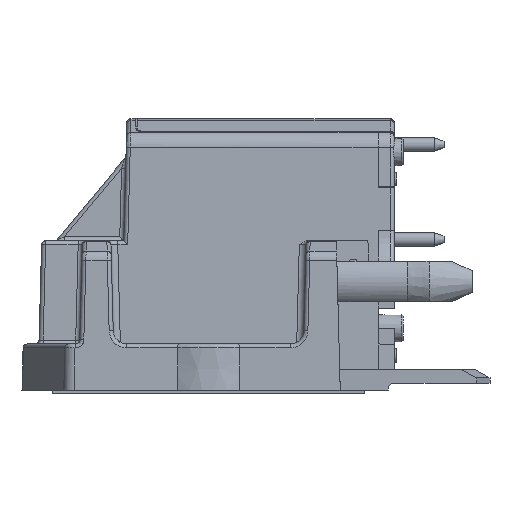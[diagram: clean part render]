
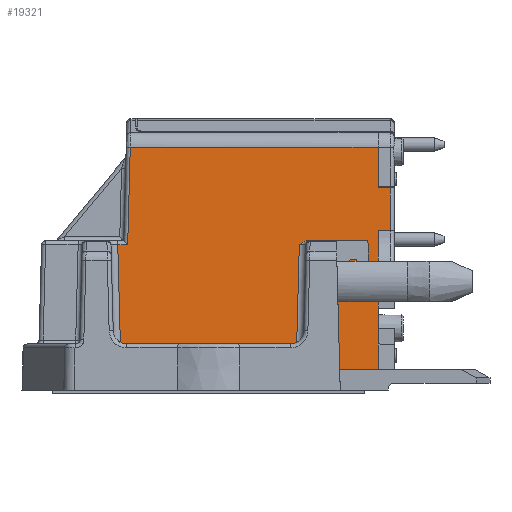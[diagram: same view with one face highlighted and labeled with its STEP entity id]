
A CAD part, left-side view. The second image highlights one B-rep face of the part: STEP entity #19321.
In plain terms, the highlighted planar face has unit normal (-1, 0, 0.026).
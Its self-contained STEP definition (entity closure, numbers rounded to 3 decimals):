
#658=PLANE('',#20325);
#966=LINE('',#24510,#2124);
#970=LINE('',#24519,#2128);
#1154=LINE('',#26971,#2312);
#1156=LINE('',#26982,#2314);
#1264=LINE('',#27869,#2422);
#1276=LINE('',#28054,#2434);
#1281=LINE('',#28073,#2439);
#1471=LINE('',#29436,#2629);
#1484=LINE('',#29460,#2642);
#1486=LINE('',#29464,#2644);
#1493=LINE('',#29484,#2651);
#1494=LINE('',#29486,#2652);
#1495=LINE('',#29487,#2653);
#1496=LINE('',#29489,#2654);
#1497=LINE('',#29491,#2655);
#1498=LINE('',#29493,#2656);
#1499=LINE('',#29494,#2657);
#2124=VECTOR('',#21030,1000.);
#2128=VECTOR('',#21036,1000.);
#2312=VECTOR('',#21572,1000.);
#2314=VECTOR('',#21578,1000.);
#2422=VECTOR('',#21912,1000.);
#2434=VECTOR('',#21938,1000.);
#2439=VECTOR('',#21957,1000.);
#2629=VECTOR('',#22503,1000.);
#2642=VECTOR('',#22534,1000.);
#2644=VECTOR('',#22538,1000.);
#2651=VECTOR('',#22571,1000.);
#2652=VECTOR('',#22572,1000.);
#2653=VECTOR('',#22573,1000.);
#2654=VECTOR('',#22574,1000.);
#2655=VECTOR('',#22575,1000.);
#2656=VECTOR('',#22576,1000.);
#2657=VECTOR('',#22577,1000.);
#3420=B_SPLINE_CURVE_WITH_KNOTS('',3,(#27419,#27420,#27421,#27422,#27423,
#27424,#27425),.UNSPECIFIED.,.F.,.F.,(4,1,1,1,4),(0.,0.25,0.5,0.75,1.),
 .UNSPECIFIED.);
#5465=ORIENTED_EDGE('',*,*,#8298,.T.);
#5466=ORIENTED_EDGE('',*,*,#8097,.F.);
#5467=ORIENTED_EDGE('',*,*,#8101,.F.);
#5468=ORIENTED_EDGE('',*,*,#8325,.F.);
#5469=ORIENTED_EDGE('',*,*,#8600,.T.);
#5470=ORIENTED_EDGE('',*,*,#8316,.T.);
#5471=ORIENTED_EDGE('',*,*,#8151,.F.);
#5472=ORIENTED_EDGE('',*,*,#8587,.F.);
#5473=ORIENTED_EDGE('',*,*,#7732,.F.);
#5474=ORIENTED_EDGE('',*,*,#8602,.T.);
#5475=ORIENTED_EDGE('',*,*,#8609,.T.);
#5476=ORIENTED_EDGE('',*,*,#8610,.F.);
#5477=ORIENTED_EDGE('',*,*,#7673,.T.);
#5478=ORIENTED_EDGE('',*,*,#8611,.F.);
#5479=ORIENTED_EDGE('',*,*,#8612,.T.);
#5480=ORIENTED_EDGE('',*,*,#8613,.T.);
#5481=ORIENTED_EDGE('',*,*,#8614,.T.);
#5482=ORIENTED_EDGE('',*,*,#7669,.T.);
#5483=ORIENTED_EDGE('',*,*,#8615,.F.);
#7669=EDGE_CURVE('',#9637,#9636,#966,.T.);
#7673=EDGE_CURVE('',#9641,#9640,#970,.T.);
#7732=EDGE_CURVE('',#9693,#9694,#10870,.T.);
#8097=EDGE_CURVE('',#9924,#9923,#1154,.T.);
#8101=EDGE_CURVE('',#9928,#9924,#1156,.T.);
#8151=EDGE_CURVE('',#9961,#9962,#3420,.F.);
#8298=EDGE_CURVE('',#10054,#9923,#1264,.T.);
#8316=EDGE_CURVE('',#10068,#9962,#1276,.T.);
#8325=EDGE_CURVE('',#10071,#9928,#1281,.T.);
#8587=EDGE_CURVE('',#9694,#9961,#1471,.T.);
#8600=EDGE_CURVE('',#10071,#10068,#1484,.T.);
#8602=EDGE_CURVE('',#9693,#10208,#1486,.T.);
#8609=EDGE_CURVE('',#10208,#10209,#1493,.T.);
#8610=EDGE_CURVE('',#9641,#10209,#1494,.T.);
#8611=EDGE_CURVE('',#10210,#9640,#1495,.T.);
#8612=EDGE_CURVE('',#10210,#10211,#1496,.T.);
#8613=EDGE_CURVE('',#10211,#10212,#1497,.T.);
#8614=EDGE_CURVE('',#10212,#9637,#1498,.T.);
#8615=EDGE_CURVE('',#10054,#9636,#1499,.T.);
#9636=VERTEX_POINT('',#24509);
#9637=VERTEX_POINT('',#24511);
#9640=VERTEX_POINT('',#24518);
#9641=VERTEX_POINT('',#24520);
#9693=VERTEX_POINT('',#24679);
#9694=VERTEX_POINT('',#24681);
#9923=VERTEX_POINT('',#26960);
#9924=VERTEX_POINT('',#26969);
#9928=VERTEX_POINT('',#26981);
#9961=VERTEX_POINT('',#27426);
#9962=VERTEX_POINT('',#27427);
#10054=VERTEX_POINT('',#27870);
#10068=VERTEX_POINT('',#28055);
#10071=VERTEX_POINT('',#28065);
#10208=VERTEX_POINT('',#29463);
#10209=VERTEX_POINT('',#29485);
#10210=VERTEX_POINT('',#29488);
#10211=VERTEX_POINT('',#29490);
#10212=VERTEX_POINT('',#29492);
#10870=ELLIPSE('',#19851,0.3,0.3);
#11374=EDGE_LOOP('',(#5465,#5466,#5467,#5468,#5469,#5470,#5471,#5472,#5473,
#5474,#5475,#5476,#5477,#5478,#5479,#5480,#5481,#5482,#5483));
#12358=FACE_BOUND('',#11374,.T.);
#19321=ADVANCED_FACE('',(#12358),#658,.T.);
#19851=AXIS2_PLACEMENT_3D('',#24680,#21135,#21136);
#20325=AXIS2_PLACEMENT_3D('',#29483,#22569,#22570);
#21030=DIRECTION('',(0.026,0.,1.));
#21036=DIRECTION('',(0.026,0.,1.));
#21135=DIRECTION('',(-1.,0.,0.026));
#21136=DIRECTION('',(0.026,0.,1.));
#21572=DIRECTION('',(0.026,-0.026,0.999));
#21578=DIRECTION('',(0.,-1.,0.));
#21912=DIRECTION('',(0.,1.,0.));
#21938=DIRECTION('',(0.026,-0.026,0.999));
#21957=DIRECTION('',(0.026,0.026,0.999));
#22503=DIRECTION('',(0.,1.,0.));
#22534=DIRECTION('',(0.,-1.,0.));
#22538=DIRECTION('',(-0.026,-0.026,-0.999));
#22569=DIRECTION('',(-1.,0.,0.026));
#22570=DIRECTION('',(0.026,0.,1.));
#22571=DIRECTION('',(0.,-1.,0.));
#22572=DIRECTION('',(-0.026,0.,-1.));
#22573=DIRECTION('',(-0.026,0.,-1.));
#22574=DIRECTION('',(0.,-1.,0.));
#22575=DIRECTION('',(0.026,0.,1.));
#22576=DIRECTION('',(0.,1.,0.));
#22577=DIRECTION('',(-0.026,0.,-1.));
#24509=CARTESIAN_POINT('',(-30.196,-12.5,15.01));
#24510=CARTESIAN_POINT('',(-30.301,-12.5,10.995));
#24511=CARTESIAN_POINT('',(-30.199,-12.5,14.907));
#24518=CARTESIAN_POINT('',(-30.431,-12.5,6.039));
#24519=CARTESIAN_POINT('',(-30.301,-12.5,10.995));
#24520=CARTESIAN_POINT('',(-30.5,-12.5,3.4));
#24679=CARTESIAN_POINT('',(-30.309,-9.429,10.708));
#24680=CARTESIAN_POINT('',(-30.309,-9.129,10.7));
#24681=CARTESIAN_POINT('',(-30.301,-9.129,11.));
#26960=CARTESIAN_POINT('',(-30.12,5.769,17.898));
#26969=CARTESIAN_POINT('',(-30.309,5.958,10.708));
#26971=CARTESIAN_POINT('',(-30.496,6.145,3.561));
#26981=CARTESIAN_POINT('',(-30.309,6.692,10.708));
#26982=CARTESIAN_POINT('',(-30.309,6.699,10.708));
#27419=CARTESIAN_POINT('',(-30.309,-6.692,10.708));
#27420=CARTESIAN_POINT('',(-30.307,-6.752,10.755));
#27421=CARTESIAN_POINT('',(-30.305,-6.867,10.837));
#27422=CARTESIAN_POINT('',(-30.303,-6.966,10.904));
#27423=CARTESIAN_POINT('',(-30.301,-7.154,10.987));
#27424=CARTESIAN_POINT('',(-30.301,-7.257,11.));
#27425=CARTESIAN_POINT('',(-30.301,-7.31,11.));
#27426=CARTESIAN_POINT('',(-30.301,-7.31,11.));
#27427=CARTESIAN_POINT('',(-30.309,-6.692,10.708));
#27869=CARTESIAN_POINT('',(-30.12,0.,17.898));
#27870=CARTESIAN_POINT('',(-30.12,-12.5,17.898));
#28054=CARTESIAN_POINT('',(-30.301,-6.7,11.013));
#28055=CARTESIAN_POINT('',(-30.5,-6.5,3.4));
#28065=CARTESIAN_POINT('',(-30.5,6.5,3.4));
#28073=CARTESIAN_POINT('',(-30.5,6.501,3.413));
#29436=CARTESIAN_POINT('',(-30.301,0.,11.));
#29460=CARTESIAN_POINT('',(-30.5,0.,3.4));
#29463=CARTESIAN_POINT('',(-30.55,-9.67,1.5));
#29464=CARTESIAN_POINT('',(-30.385,-9.506,7.775));
#29483=CARTESIAN_POINT('',(-30.5,0.,3.4));
#29484=CARTESIAN_POINT('',(-30.55,79.285,1.5));
#29485=CARTESIAN_POINT('',(-30.55,-12.5,1.5));
#29486=CARTESIAN_POINT('',(-30.327,-12.5,9.998));
#29487=CARTESIAN_POINT('',(-30.5,-12.5,3.4));
#29488=CARTESIAN_POINT('',(-30.281,-12.5,11.747));
#29489=CARTESIAN_POINT('',(-30.281,62.047,11.747));
#29490=CARTESIAN_POINT('',(-30.281,-13.4,11.747));
#29491=CARTESIAN_POINT('',(-30.199,-13.4,14.907));
#29492=CARTESIAN_POINT('',(-30.199,-13.4,14.907));
#29493=CARTESIAN_POINT('',(-30.199,142.569,14.907));
#29494=CARTESIAN_POINT('',(-30.327,-12.5,9.998));
